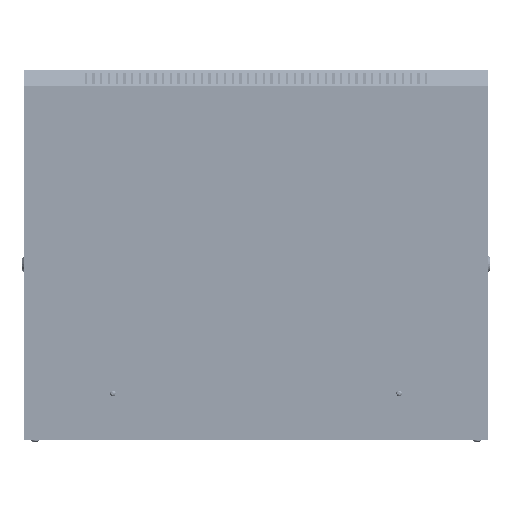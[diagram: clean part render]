
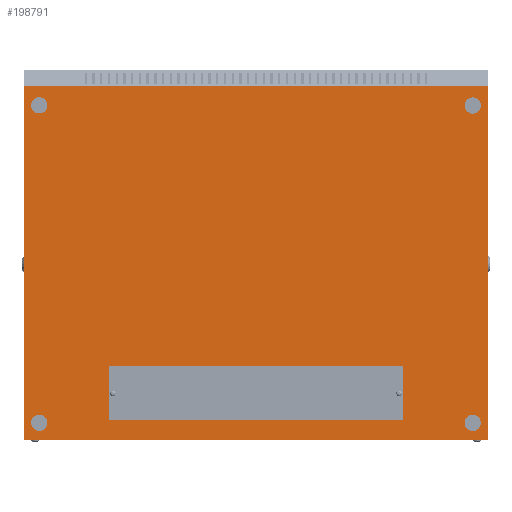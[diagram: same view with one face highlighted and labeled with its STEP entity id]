
A CAD part, front view. The second image highlights one B-rep face of the part: STEP entity #198791.
In plain terms, the highlighted planar face has unit normal (0, -1, 0).
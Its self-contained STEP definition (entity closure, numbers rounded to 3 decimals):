
#1448 = CARTESIAN_POINT ( 'NONE',  ( -280., 0., 25.15 ) ) ;
#1748 = CIRCLE ( 'NONE', #109405, 3.25 ) ;
#2865 = VERTEX_POINT ( 'NONE', #147460 ) ;
#4561 = CARTESIAN_POINT ( 'NONE',  ( -190., 0., 95. ) ) ;
#4663 = DIRECTION ( 'NONE',  ( 0., 1., 0. ) ) ;
#13084 = CARTESIAN_POINT ( 'NONE',  ( -300., 0., 0. ) ) ;
#13621 = VERTEX_POINT ( 'NONE', #69930 ) ;
#13628 = CARTESIAN_POINT ( 'NONE',  ( -190., 0., 95. ) ) ;
#15807 = CIRCLE ( 'NONE', #275157, 3.25 ) ;
#18276 = VERTEX_POINT ( 'NONE', #13084 ) ;
#18609 = LINE ( 'NONE', #287963, #83930 ) ;
#19848 = CARTESIAN_POINT ( 'NONE',  ( -190., 0., 95. ) ) ;
#24161 = AXIS2_PLACEMENT_3D ( 'NONE', #301111, #135383, #328982 ) ;
#26198 = CARTESIAN_POINT ( 'NONE',  ( 300., 0., 0. ) ) ;
#26595 = EDGE_CURVE ( 'NONE', #54874, #2865, #1748, .T. ) ;
#38958 = FACE_BOUND ( 'NONE', #234872, .T. ) ;
#39687 = CARTESIAN_POINT ( 'NONE',  ( 280., 0., 435.15 ) ) ;
#39839 = CARTESIAN_POINT ( 'NONE',  ( 280., 0., 21.9 ) ) ;
#40260 = DIRECTION ( 'NONE',  ( 0., 0., -1. ) ) ;
#42696 = ORIENTED_EDGE ( 'NONE', *, *, #153118, .T. ) ;
#44800 = CIRCLE ( 'NONE', #24161, 3.25 ) ;
#46682 = VERTEX_POINT ( 'NONE', #114004 ) ;
#46875 = EDGE_CURVE ( 'NONE', #260883, #284142, #65018, .T. ) ;
#50190 = ORIENTED_EDGE ( 'NONE', *, *, #250743, .F. ) ;
#50247 = ORIENTED_EDGE ( 'NONE', *, *, #343468, .F. ) ;
#50726 = AXIS2_PLACEMENT_3D ( 'NONE', #39839, #233595, #67736 ) ;
#54874 = VERTEX_POINT ( 'NONE', #261368 ) ;
#55956 = VECTOR ( 'NONE', #308822, 1000. ) ;
#57269 = LINE ( 'NONE', #19848, #343171 ) ;
#59392 = VERTEX_POINT ( 'NONE', #1448 ) ;
#59871 = AXIS2_PLACEMENT_3D ( 'NONE', #135258, #328859, #163091 ) ;
#60703 = EDGE_LOOP ( 'NONE', ( #78287, #325139, #86878, #105295 ) ) ;
#62746 = DIRECTION ( 'NONE',  ( 0., 1., 0. ) ) ;
#62927 = EDGE_CURVE ( 'NONE', #287211, #211058, #344516, .T. ) ;
#64635 = LINE ( 'NONE', #87349, #55956 ) ;
#65018 = CIRCLE ( 'NONE', #50726, 3.25 ) ;
#65529 = CARTESIAN_POINT ( 'NONE',  ( 300., 0., 456.5 ) ) ;
#67736 = DIRECTION ( 'NONE',  ( 0., 0., 1. ) ) ;
#68152 = CIRCLE ( 'NONE', #110277, 3.25 ) ;
#69930 = CARTESIAN_POINT ( 'NONE',  ( -300., 0., 456.5 ) ) ;
#78287 = ORIENTED_EDGE ( 'NONE', *, *, #358548, .T. ) ;
#83930 = VECTOR ( 'NONE', #177898, 1000. ) ;
#85599 = ORIENTED_EDGE ( 'NONE', *, *, #123498, .T. ) ;
#86878 = ORIENTED_EDGE ( 'NONE', *, *, #100246, .F. ) ;
#87349 = CARTESIAN_POINT ( 'NONE',  ( -300., 0., 456.5 ) ) ;
#88423 = DIRECTION ( 'NONE',  ( 0., 0., -1. ) ) ;
#95412 = FACE_BOUND ( 'NONE', #276388, .T. ) ;
#100246 = EDGE_CURVE ( 'NONE', #237343, #148389, #284034, .T. ) ;
#103551 = EDGE_CURVE ( 'NONE', #347719, #59392, #177574, .T. ) ;
#103792 = DIRECTION ( 'NONE',  ( -1., 0., 0. ) ) ;
#104184 = FACE_BOUND ( 'NONE', #261280, .T. ) ;
#105295 = ORIENTED_EDGE ( 'NONE', *, *, #317503, .T. ) ;
#109405 = AXIS2_PLACEMENT_3D ( 'NONE', #170900, #4663, #198688 ) ;
#110277 = AXIS2_PLACEMENT_3D ( 'NONE', #328686, #162927, #356556 ) ;
#112993 = VECTOR ( 'NONE', #189161, 1000. ) ;
#114004 = CARTESIAN_POINT ( 'NONE',  ( 190., 0., 25. ) ) ;
#120183 = CARTESIAN_POINT ( 'NONE',  ( 280., 0., 25.15 ) ) ;
#123498 = EDGE_CURVE ( 'NONE', #284142, #260883, #15807, .T. ) ;
#123975 = CARTESIAN_POINT ( 'NONE',  ( 300., 0., 456.5 ) ) ;
#124039 = ORIENTED_EDGE ( 'NONE', *, *, #26595, .T. ) ;
#130332 = LINE ( 'NONE', #300454, #112993 ) ;
#131403 = EDGE_LOOP ( 'NONE', ( #185073, #298616 ) ) ;
#131640 = PLANE ( 'NONE',  #344980 ) ;
#134888 = VERTEX_POINT ( 'NONE', #285036 ) ;
#135258 = CARTESIAN_POINT ( 'NONE',  ( -280., 0., 21.9 ) ) ;
#135383 = DIRECTION ( 'NONE',  ( 0., 1., 0. ) ) ;
#139353 = ORIENTED_EDGE ( 'NONE', *, *, #62927, .F. ) ;
#140623 = DIRECTION ( 'NONE',  ( 0., 1., 0. ) ) ;
#142082 = EDGE_CURVE ( 'NONE', #157843, #296772, #318362, .T. ) ;
#147371 = AXIS2_PLACEMENT_3D ( 'NONE', #306337, #140623, #334208 ) ;
#147460 = CARTESIAN_POINT ( 'NONE',  ( -280., 0., 435.15 ) ) ;
#148389 = VERTEX_POINT ( 'NONE', #228642 ) ;
#150647 = CARTESIAN_POINT ( 'NONE',  ( 300., 0., 456.5 ) ) ;
#153118 = EDGE_CURVE ( 'NONE', #296772, #157843, #44800, .T. ) ;
#154720 = CARTESIAN_POINT ( 'NONE',  ( 280., 0., 21.9 ) ) ;
#157843 = VERTEX_POINT ( 'NONE', #39687 ) ;
#162927 = DIRECTION ( 'NONE',  ( 0., 1., 0. ) ) ;
#163091 = DIRECTION ( 'NONE',  ( 0., 0., 1. ) ) ;
#169115 = FACE_OUTER_BOUND ( 'NONE', #60703, .T. ) ;
#170637 = ORIENTED_EDGE ( 'NONE', *, *, #142082, .T. ) ;
#170900 = CARTESIAN_POINT ( 'NONE',  ( -280., 0., 431.9 ) ) ;
#175420 = EDGE_LOOP ( 'NONE', ( #85599, #213684 ) ) ;
#177574 = CIRCLE ( 'NONE', #59871, 3.25 ) ;
#177898 = DIRECTION ( 'NONE',  ( 1., 0., 0. ) ) ;
#182510 = DIRECTION ( 'NONE',  ( 0., 0., 1. ) ) ;
#185073 = ORIENTED_EDGE ( 'NONE', *, *, #239555, .T. ) ;
#187310 = DIRECTION ( 'NONE',  ( 0., 0., 1. ) ) ;
#187941 = ORIENTED_EDGE ( 'NONE', *, *, #329766, .F. ) ;
#189161 = DIRECTION ( 'NONE',  ( 0., 0., 1. ) ) ;
#197715 = VECTOR ( 'NONE', #247851, 1000. ) ;
#197757 = CARTESIAN_POINT ( 'NONE',  ( -190., 0., 25. ) ) ;
#198688 = DIRECTION ( 'NONE',  ( 0., 0., 1. ) ) ;
#198791 = ADVANCED_FACE ( 'NONE', ( #242623, #38958, #104184, #316241, #169115, #95412 ), #131640, .F. ) ;
#202031 = CARTESIAN_POINT ( 'NONE',  ( 280., 0., 18.65 ) ) ;
#209349 = AXIS2_PLACEMENT_3D ( 'NONE', #228631, #62746, #256442 ) ;
#210450 = VECTOR ( 'NONE', #40260, 1000. ) ;
#211058 = VERTEX_POINT ( 'NONE', #197757 ) ;
#213684 = ORIENTED_EDGE ( 'NONE', *, *, #46875, .T. ) ;
#215291 = ORIENTED_EDGE ( 'NONE', *, *, #221043, .T. ) ;
#221043 = EDGE_CURVE ( 'NONE', #2865, #54874, #68152, .T. ) ;
#228631 = CARTESIAN_POINT ( 'NONE',  ( -280., 0., 21.9 ) ) ;
#228642 = CARTESIAN_POINT ( 'NONE',  ( 300., 0., 0. ) ) ;
#232360 = CARTESIAN_POINT ( 'NONE',  ( 280., 0., 428.65 ) ) ;
#233595 = DIRECTION ( 'NONE',  ( 0., 1., 0. ) ) ;
#234872 = EDGE_LOOP ( 'NONE', ( #215291, #124039 ) ) ;
#237343 = VERTEX_POINT ( 'NONE', #65529 ) ;
#239555 = EDGE_CURVE ( 'NONE', #59392, #347719, #283202, .T. ) ;
#242623 = FACE_BOUND ( 'NONE', #131403, .T. ) ;
#247851 = DIRECTION ( 'NONE',  ( -1., 0., 0. ) ) ;
#248167 = LINE ( 'NONE', #123975, #265480 ) ;
#250743 = EDGE_CURVE ( 'NONE', #211058, #46682, #18609, .T. ) ;
#256442 = DIRECTION ( 'NONE',  ( 0., 0., 1. ) ) ;
#260883 = VERTEX_POINT ( 'NONE', #202031 ) ;
#261280 = EDGE_LOOP ( 'NONE', ( #170637, #42696 ) ) ;
#261368 = CARTESIAN_POINT ( 'NONE',  ( -280., 0., 428.65 ) ) ;
#265480 = VECTOR ( 'NONE', #317563, 1000. ) ;
#271281 = LINE ( 'NONE', #26198, #197715 ) ;
#275157 = AXIS2_PLACEMENT_3D ( 'NONE', #154720, #348298, #182510 ) ;
#276388 = EDGE_LOOP ( 'NONE', ( #139353, #187941, #50247, #50190 ) ) ;
#279591 = VECTOR ( 'NONE', #88423, 1000. ) ;
#283202 = CIRCLE ( 'NONE', #209349, 3.25 ) ;
#284034 = LINE ( 'NONE', #150647, #210450 ) ;
#284142 = VERTEX_POINT ( 'NONE', #120183 ) ;
#285036 = CARTESIAN_POINT ( 'NONE',  ( 190., 0., 95. ) ) ;
#287211 = VERTEX_POINT ( 'NONE', #13628 ) ;
#287963 = CARTESIAN_POINT ( 'NONE',  ( -190., 0., 25. ) ) ;
#296772 = VERTEX_POINT ( 'NONE', #232360 ) ;
#298616 = ORIENTED_EDGE ( 'NONE', *, *, #103551, .T. ) ;
#300454 = CARTESIAN_POINT ( 'NONE',  ( 190., 0., 95. ) ) ;
#301111 = CARTESIAN_POINT ( 'NONE',  ( 280., 0., 431.9 ) ) ;
#306337 = CARTESIAN_POINT ( 'NONE',  ( 280., 0., 431.9 ) ) ;
#308822 = DIRECTION ( 'NONE',  ( 0., 0., -1. ) ) ;
#316241 = FACE_BOUND ( 'NONE', #175420, .T. ) ;
#317503 = EDGE_CURVE ( 'NONE', #237343, #13621, #248167, .T. ) ;
#317563 = DIRECTION ( 'NONE',  ( -1., 0., 0. ) ) ;
#318362 = CIRCLE ( 'NONE', #147371, 3.25 ) ;
#319626 = CARTESIAN_POINT ( 'NONE',  ( -280., 0., 18.65 ) ) ;
#325139 = ORIENTED_EDGE ( 'NONE', *, *, #353096, .F. ) ;
#325271 = CARTESIAN_POINT ( 'NONE',  ( 300., 0., 456.5 ) ) ;
#328686 = CARTESIAN_POINT ( 'NONE',  ( -280., 0., 431.9 ) ) ;
#328859 = DIRECTION ( 'NONE',  ( 0., 1., 0. ) ) ;
#328982 = DIRECTION ( 'NONE',  ( 0., 0., 1. ) ) ;
#329766 = EDGE_CURVE ( 'NONE', #134888, #287211, #57269, .T. ) ;
#334208 = DIRECTION ( 'NONE',  ( 0., 0., 1. ) ) ;
#343171 = VECTOR ( 'NONE', #103792, 1000. ) ;
#343468 = EDGE_CURVE ( 'NONE', #46682, #134888, #130332, .T. ) ;
#344516 = LINE ( 'NONE', #4561, #279591 ) ;
#344980 = AXIS2_PLACEMENT_3D ( 'NONE', #325271, #353129, #187310 ) ;
#347719 = VERTEX_POINT ( 'NONE', #319626 ) ;
#348298 = DIRECTION ( 'NONE',  ( 0., 1., 0. ) ) ;
#353096 = EDGE_CURVE ( 'NONE', #148389, #18276, #271281, .T. ) ;
#353129 = DIRECTION ( 'NONE',  ( 0., 1., 0. ) ) ;
#356556 = DIRECTION ( 'NONE',  ( 0., 0., 1. ) ) ;
#358548 = EDGE_CURVE ( 'NONE', #13621, #18276, #64635, .T. ) ;
